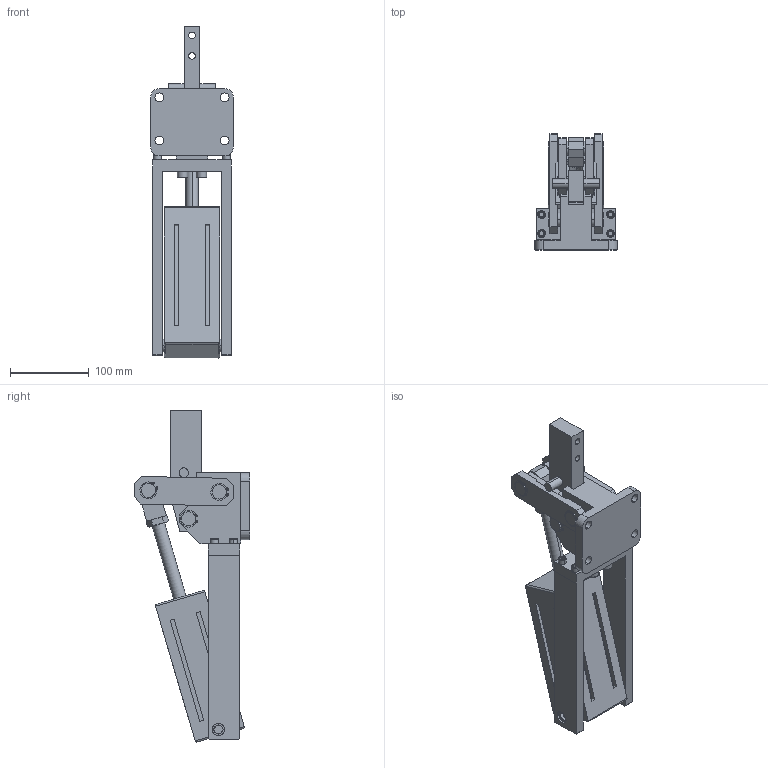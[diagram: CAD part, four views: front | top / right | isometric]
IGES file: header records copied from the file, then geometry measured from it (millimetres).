
Start section:  PTC IGES file: ilcp92213.igs
Global section: file name: ilcp92213.igs; native system: Creo Parametric by Parametric Technology Corporation; preprocessor: 2017170; author: rkuestersteffen; organization: Unknown; date: 20210504.142357; units: inch
Bounding box: 105 x 147.16 x 421.37 mm (x, y, z)
Surface area: 261672.6 mm2 (no closed solid volume)
Topology: 0 solids, 0 shells, 599 faces, 4093 edges, 5238 vertices
Faces by surface type: revolution 307, bspline 292
